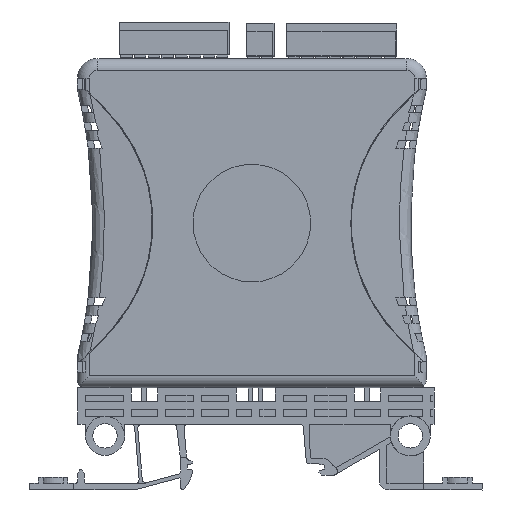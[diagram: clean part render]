
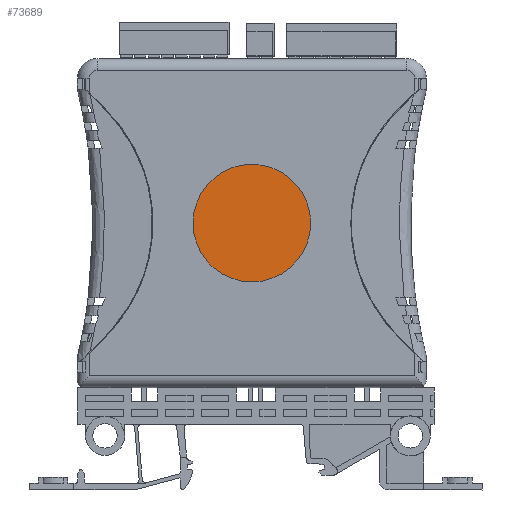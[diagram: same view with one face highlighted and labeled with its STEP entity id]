
A CAD part, left-side view. The second image highlights one B-rep face of the part: STEP entity #73689.
In plain terms, the highlighted planar face has unit normal (-1, 0, 0).
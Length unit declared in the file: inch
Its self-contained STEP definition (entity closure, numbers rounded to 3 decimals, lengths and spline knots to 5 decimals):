
#5102 = DIRECTION ( 'NONE',  ( 0., -1., 0. ) ) ;
#5108 = FACE_OUTER_BOUND ( 'NONE', #123687, .T. ) ;
#11088 = ORIENTED_EDGE ( 'NONE', *, *, #71781, .F. ) ;
#38709 = VERTEX_POINT ( 'NONE', #169494 ) ;
#49327 = CIRCLE ( 'NONE', #58209, 0.59055 ) ;
#51955 = CARTESIAN_POINT ( 'NONE',  ( -0.47333, -0.00521, -1.65354 ) ) ;
#58209 = AXIS2_PLACEMENT_3D ( 'NONE', #51955, #149364, #81455 ) ;
#71781 = EDGE_CURVE ( 'NONE', #106798, #38709, #95259, .T. ) ;
#73689 = ADVANCED_FACE ( 'NONE', ( #5108 ), #116116, .F. ) ;
#75640 = DIRECTION ( 'NONE',  ( 1., 0., 0. ) ) ;
#81455 = DIRECTION ( 'NONE',  ( 0., -1., 0. ) ) ;
#81675 = AXIS2_PLACEMENT_3D ( 'NONE', #102033, #75640, #5102 ) ;
#95259 = CIRCLE ( 'NONE', #101443, 0.59055 ) ;
#101443 = AXIS2_PLACEMENT_3D ( 'NONE', #168058, #152250, #125348 ) ;
#102033 = CARTESIAN_POINT ( 'NONE',  ( -0.47333, -0.00521, -1.65354 ) ) ;
#106798 = VERTEX_POINT ( 'NONE', #130934 ) ;
#112366 = ORIENTED_EDGE ( 'NONE', *, *, #156272, .F. ) ;
#116116 = PLANE ( 'NONE',  #81675 ) ;
#123687 = EDGE_LOOP ( 'NONE', ( #11088, #112366 ) ) ;
#125348 = DIRECTION ( 'NONE',  ( 0., -1., 0. ) ) ;
#130934 = CARTESIAN_POINT ( 'NONE',  ( -0.47333, 0.58534, -1.65354 ) ) ;
#149364 = DIRECTION ( 'NONE',  ( 1., 0., 0. ) ) ;
#152250 = DIRECTION ( 'NONE',  ( 1., 0., 0. ) ) ;
#156272 = EDGE_CURVE ( 'NONE', #38709, #106798, #49327, .T. ) ;
#168058 = CARTESIAN_POINT ( 'NONE',  ( -0.47333, -0.00521, -1.65354 ) ) ;
#169494 = CARTESIAN_POINT ( 'NONE',  ( -0.47333, -0.59577, -1.65354 ) ) ;
